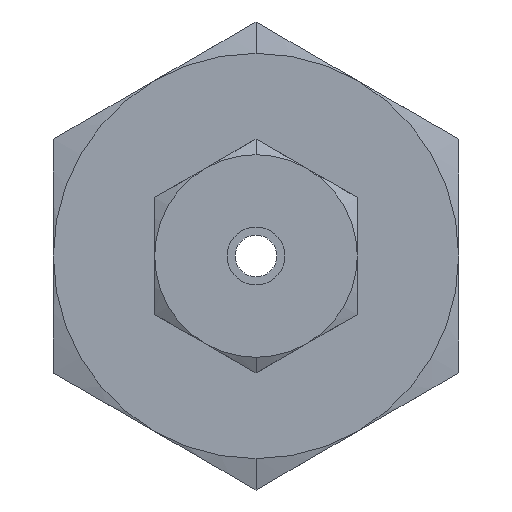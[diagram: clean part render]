
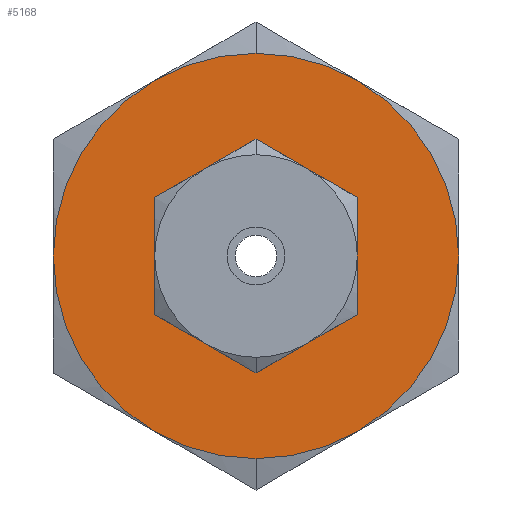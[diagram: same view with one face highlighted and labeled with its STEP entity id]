
A CAD part, left-side view. The second image highlights one B-rep face of the part: STEP entity #5168.
In plain terms, the highlighted planar face has unit normal (-1, 0, 0).
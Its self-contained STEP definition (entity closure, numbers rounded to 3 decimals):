
#45 = ORIENTED_EDGE ( 'NONE', *, *, #1046, .T. ) ;
#60 = CARTESIAN_POINT ( 'NONE',  ( 15.24, 0., 3.213 ) ) ;
#70 = CARTESIAN_POINT ( 'NONE',  ( 15.24, 5.555, 9.622 ) ) ;
#345 = DIRECTION ( 'NONE',  ( -1., 0., 0. ) ) ;
#368 = DIRECTION ( 'NONE',  ( 1., 0., 0. ) ) ;
#456 = EDGE_CURVE ( 'NONE', #7282, #5561, #1138, .T. ) ;
#509 = CIRCLE ( 'NONE', #4698, 11.11 ) ;
#596 = VERTEX_POINT ( 'NONE', #5248 ) ;
#758 = AXIS2_PLACEMENT_3D ( 'NONE', #1574, #6196, #4503 ) ;
#867 = AXIS2_PLACEMENT_3D ( 'NONE', #1027, #345, #6617 ) ;
#873 = CIRCLE ( 'NONE', #758, 3.213 ) ;
#1027 = CARTESIAN_POINT ( 'NONE',  ( 15.24, 0., 0. ) ) ;
#1046 = EDGE_CURVE ( 'NONE', #596, #7321, #7011, .T. ) ;
#1112 = DIRECTION ( 'NONE',  ( 0., -0.5, -0.866 ) ) ;
#1138 = CIRCLE ( 'NONE', #2937, 11.11 ) ;
#1154 = DIRECTION ( 'NONE',  ( -1., 0., 0. ) ) ;
#1187 = EDGE_CURVE ( 'NONE', #5561, #5246, #5327, .T. ) ;
#1190 = DIRECTION ( 'NONE',  ( 1., 0., 0. ) ) ;
#1268 = CARTESIAN_POINT ( 'NONE',  ( 15.24, -11.11, 0. ) ) ;
#1300 = CARTESIAN_POINT ( 'NONE',  ( 15.24, 0., 0. ) ) ;
#1306 = DIRECTION ( 'NONE',  ( 0., 1., 0. ) ) ;
#1313 = ORIENTED_EDGE ( 'NONE', *, *, #5158, .T. ) ;
#1381 = VERTEX_POINT ( 'NONE', #2739 ) ;
#1451 = EDGE_CURVE ( 'NONE', #1381, #1666, #873, .T. ) ;
#1461 = AXIS2_PLACEMENT_3D ( 'NONE', #1300, #1190, #1790 ) ;
#1574 = CARTESIAN_POINT ( 'NONE',  ( 15.24, 0., 0. ) ) ;
#1666 = VERTEX_POINT ( 'NONE', #60 ) ;
#1769 = DIRECTION ( 'NONE',  ( 0., -0.5, 0.866 ) ) ;
#1790 = DIRECTION ( 'NONE',  ( 0., 1., 0. ) ) ;
#1869 = AXIS2_PLACEMENT_3D ( 'NONE', #2150, #368, #2706 ) ;
#1900 = DIRECTION ( 'NONE',  ( 0., 0., -1. ) ) ;
#2032 = ORIENTED_EDGE ( 'NONE', *, *, #1451, .T. ) ;
#2150 = CARTESIAN_POINT ( 'NONE',  ( 15.24, 0., 0. ) ) ;
#2196 = CIRCLE ( 'NONE', #7333, 11.11 ) ;
#2237 = EDGE_CURVE ( 'NONE', #1666, #1381, #5324, .T. ) ;
#2463 = AXIS2_PLACEMENT_3D ( 'NONE', #4225, #5235, #7042 ) ;
#2511 = EDGE_LOOP ( 'NONE', ( #2032, #7303 ) ) ;
#2614 = DIRECTION ( 'NONE',  ( -1., 0., 0. ) ) ;
#2672 = ORIENTED_EDGE ( 'NONE', *, *, #1187, .T. ) ;
#2706 = DIRECTION ( 'NONE',  ( 0., 0., 1. ) ) ;
#2739 = CARTESIAN_POINT ( 'NONE',  ( 15.24, 0., -3.213 ) ) ;
#2800 = CARTESIAN_POINT ( 'NONE',  ( 15.24, 0., 0. ) ) ;
#2867 = CARTESIAN_POINT ( 'NONE',  ( 15.24, 0., -11.11 ) ) ;
#2937 = AXIS2_PLACEMENT_3D ( 'NONE', #5208, #6347, #1769 ) ;
#2990 = EDGE_CURVE ( 'NONE', #5246, #3115, #5697, .T. ) ;
#3115 = VERTEX_POINT ( 'NONE', #5489 ) ;
#3522 = FACE_OUTER_BOUND ( 'NONE', #3739, .T. ) ;
#3590 = PLANE ( 'NONE',  #1461 ) ;
#3598 = ORIENTED_EDGE ( 'NONE', *, *, #2990, .T. ) ;
#3677 = CARTESIAN_POINT ( 'NONE',  ( 15.24, 0., 11.11 ) ) ;
#3708 = DIRECTION ( 'NONE',  ( 0., 0.5, -0.866 ) ) ;
#3739 = EDGE_LOOP ( 'NONE', ( #6769, #2672, #3598, #6901, #6975, #1313, #45, #6577 ) ) ;
#3990 = CIRCLE ( 'NONE', #4464, 11.11 ) ;
#4152 = DIRECTION ( 'NONE',  ( -1., 0., 0. ) ) ;
#4225 = CARTESIAN_POINT ( 'NONE',  ( 15.24, 0., 0. ) ) ;
#4464 = AXIS2_PLACEMENT_3D ( 'NONE', #4752, #5202, #1306 ) ;
#4503 = DIRECTION ( 'NONE',  ( 0., 0., -1. ) ) ;
#4524 = EDGE_CURVE ( 'NONE', #6166, #7139, #6741, .T. ) ;
#4698 = AXIS2_PLACEMENT_3D ( 'NONE', #6368, #4152, #1900 ) ;
#4752 = CARTESIAN_POINT ( 'NONE',  ( 15.24, 0., 0. ) ) ;
#4764 = EDGE_CURVE ( 'NONE', #3115, #6166, #3990, .T. ) ;
#5073 = EDGE_CURVE ( 'NONE', #7321, #7282, #2196, .T. ) ;
#5086 = DIRECTION ( 'NONE',  ( -1., 0., 0. ) ) ;
#5158 = EDGE_CURVE ( 'NONE', #7139, #596, #509, .T. ) ;
#5168 = ADVANCED_FACE ( 'NONE', ( #6931, #3522 ), #3590, .F. ) ;
#5202 = DIRECTION ( 'NONE',  ( -1., 0., 0. ) ) ;
#5208 = CARTESIAN_POINT ( 'NONE',  ( 15.24, 0., 0. ) ) ;
#5235 = DIRECTION ( 'NONE',  ( -1., 0., 0. ) ) ;
#5246 = VERTEX_POINT ( 'NONE', #70 ) ;
#5248 = CARTESIAN_POINT ( 'NONE',  ( 15.24, -5.555, -9.622 ) ) ;
#5324 = CIRCLE ( 'NONE', #1869, 3.213 ) ;
#5327 = CIRCLE ( 'NONE', #867, 11.11 ) ;
#5437 = AXIS2_PLACEMENT_3D ( 'NONE', #5729, #1154, #1112 ) ;
#5489 = CARTESIAN_POINT ( 'NONE',  ( 15.24, 11.11, 0. ) ) ;
#5561 = VERTEX_POINT ( 'NONE', #3677 ) ;
#5697 = CIRCLE ( 'NONE', #2463, 11.11 ) ;
#5729 = CARTESIAN_POINT ( 'NONE',  ( 15.24, 0., 0. ) ) ;
#6166 = VERTEX_POINT ( 'NONE', #7249 ) ;
#6178 = DIRECTION ( 'NONE',  ( 0., -1., 0. ) ) ;
#6196 = DIRECTION ( 'NONE',  ( 1., 0., 0. ) ) ;
#6347 = DIRECTION ( 'NONE',  ( -1., 0., 0. ) ) ;
#6368 = CARTESIAN_POINT ( 'NONE',  ( 15.24, 0., 0. ) ) ;
#6388 = AXIS2_PLACEMENT_3D ( 'NONE', #6597, #2614, #3708 ) ;
#6577 = ORIENTED_EDGE ( 'NONE', *, *, #5073, .T. ) ;
#6597 = CARTESIAN_POINT ( 'NONE',  ( 15.24, 0., 0. ) ) ;
#6617 = DIRECTION ( 'NONE',  ( 0., 0., 1. ) ) ;
#6741 = CIRCLE ( 'NONE', #6388, 11.11 ) ;
#6745 = CARTESIAN_POINT ( 'NONE',  ( 15.24, -5.555, 9.622 ) ) ;
#6769 = ORIENTED_EDGE ( 'NONE', *, *, #456, .T. ) ;
#6901 = ORIENTED_EDGE ( 'NONE', *, *, #4764, .T. ) ;
#6931 = FACE_BOUND ( 'NONE', #2511, .T. ) ;
#6975 = ORIENTED_EDGE ( 'NONE', *, *, #4524, .T. ) ;
#7011 = CIRCLE ( 'NONE', #5437, 11.11 ) ;
#7042 = DIRECTION ( 'NONE',  ( 0., 0.5, 0.866 ) ) ;
#7139 = VERTEX_POINT ( 'NONE', #2867 ) ;
#7249 = CARTESIAN_POINT ( 'NONE',  ( 15.24, 5.555, -9.622 ) ) ;
#7282 = VERTEX_POINT ( 'NONE', #6745 ) ;
#7303 = ORIENTED_EDGE ( 'NONE', *, *, #2237, .T. ) ;
#7321 = VERTEX_POINT ( 'NONE', #1268 ) ;
#7333 = AXIS2_PLACEMENT_3D ( 'NONE', #2800, #5086, #6178 ) ;
